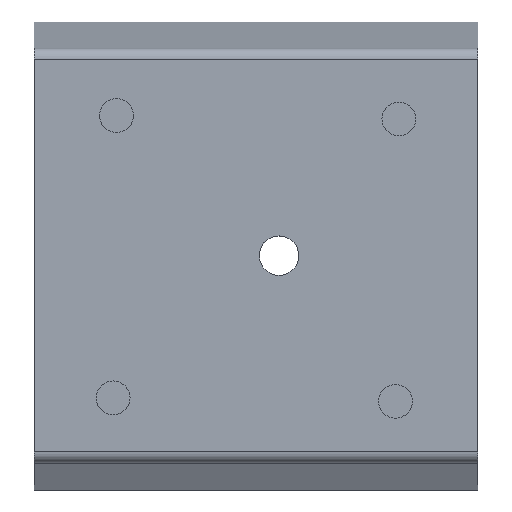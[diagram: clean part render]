
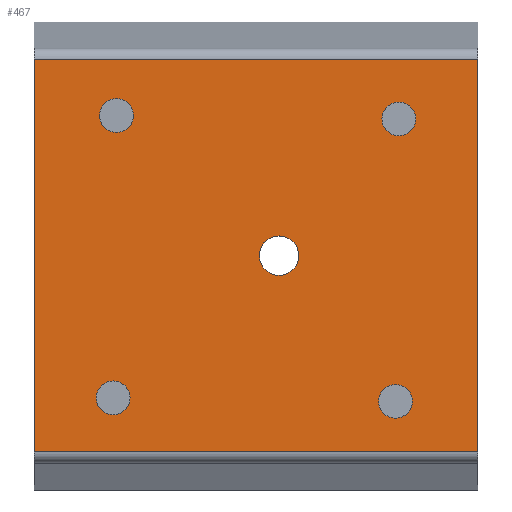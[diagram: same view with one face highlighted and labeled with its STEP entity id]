
A CAD part, top view. The second image highlights one B-rep face of the part: STEP entity #467.
In plain terms, the highlighted planar face has unit normal (0, 0, 1).
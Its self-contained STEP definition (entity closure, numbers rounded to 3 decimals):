
#17=FACE_BOUND('',#98,.T.);
#18=FACE_BOUND('',#99,.T.);
#19=FACE_BOUND('',#100,.T.);
#20=FACE_BOUND('',#101,.T.);
#21=FACE_BOUND('',#102,.T.);
#37=PLANE('',#542);
#66=FACE_OUTER_BOUND('',#97,.T.);
#97=EDGE_LOOP('',(#407,#408,#409,#410));
#98=EDGE_LOOP('',(#411));
#99=EDGE_LOOP('',(#412));
#100=EDGE_LOOP('',(#413));
#101=EDGE_LOOP('',(#414));
#102=EDGE_LOOP('',(#415));
#116=LINE('',#776,#147);
#121=LINE('',#795,#152);
#129=LINE('',#818,#160);
#134=LINE('',#831,#165);
#147=VECTOR('',#636,10.);
#152=VECTOR('',#653,10.);
#160=VECTOR('',#677,10.);
#165=VECTOR('',#696,10.);
#167=CIRCLE('',#485,1.5);
#169=CIRCLE('',#489,1.5);
#171=CIRCLE('',#493,1.5);
#173=CIRCLE('',#497,1.5);
#185=CIRCLE('',#518,1.75);
#199=VERTEX_POINT('',#703);
#201=VERTEX_POINT('',#710);
#203=VERTEX_POINT('',#717);
#205=VERTEX_POINT('',#724);
#218=VERTEX_POINT('',#765);
#219=VERTEX_POINT('',#769);
#222=VERTEX_POINT('',#774);
#230=VERTEX_POINT('',#793);
#237=VERTEX_POINT('',#816);
#241=EDGE_CURVE('',#199,#199,#167,.T.);
#244=EDGE_CURVE('',#201,#201,#169,.T.);
#247=EDGE_CURVE('',#203,#203,#171,.T.);
#250=EDGE_CURVE('',#205,#205,#173,.T.);
#268=EDGE_CURVE('',#218,#218,#185,.T.);
#273=EDGE_CURVE('',#222,#219,#116,.T.);
#283=EDGE_CURVE('',#230,#222,#121,.T.);
#294=EDGE_CURVE('',#237,#230,#129,.T.);
#301=EDGE_CURVE('',#237,#219,#134,.T.);
#407=ORIENTED_EDGE('',*,*,#273,.F.);
#408=ORIENTED_EDGE('',*,*,#283,.F.);
#409=ORIENTED_EDGE('',*,*,#294,.F.);
#410=ORIENTED_EDGE('',*,*,#301,.T.);
#411=ORIENTED_EDGE('',*,*,#241,.T.);
#412=ORIENTED_EDGE('',*,*,#244,.T.);
#413=ORIENTED_EDGE('',*,*,#247,.T.);
#414=ORIENTED_EDGE('',*,*,#250,.T.);
#415=ORIENTED_EDGE('',*,*,#268,.T.);
#467=ADVANCED_FACE('',(#66,#17,#18,#19,#20,#21),#37,.T.);
#485=AXIS2_PLACEMENT_3D('',#705,#551,#552);
#489=AXIS2_PLACEMENT_3D('',#712,#560,#561);
#493=AXIS2_PLACEMENT_3D('',#719,#569,#570);
#497=AXIS2_PLACEMENT_3D('',#726,#578,#579);
#518=AXIS2_PLACEMENT_3D('',#766,#626,#627);
#542=AXIS2_PLACEMENT_3D('',#830,#694,#695);
#551=DIRECTION('center_axis',(0.,0.,-1.));
#552=DIRECTION('ref_axis',(-1.,0.,0.));
#560=DIRECTION('center_axis',(0.,0.,-1.));
#561=DIRECTION('ref_axis',(-1.,0.,0.));
#569=DIRECTION('center_axis',(0.,0.,-1.));
#570=DIRECTION('ref_axis',(-1.,0.,0.));
#578=DIRECTION('center_axis',(0.,0.,-1.));
#579=DIRECTION('ref_axis',(-1.,0.,0.));
#626=DIRECTION('center_axis',(0.,0.,-1.));
#627=DIRECTION('ref_axis',(-1.,0.,0.));
#636=DIRECTION('',(-1.,0.,0.));
#653=DIRECTION('',(0.,-1.,0.));
#677=DIRECTION('',(1.,0.,0.));
#694=DIRECTION('center_axis',(0.,0.,1.));
#695=DIRECTION('ref_axis',(0.,1.,0.));
#696=DIRECTION('',(0.,-1.,0.));
#703=CARTESIAN_POINT('',(26.836,-27.933,-58.304));
#705=CARTESIAN_POINT('Origin',(25.336,-27.933,-58.304));
#710=CARTESIAN_POINT('',(1.765,-27.632,-58.304));
#712=CARTESIAN_POINT('Origin',(0.265,-27.632,-58.304));
#717=CARTESIAN_POINT('',(27.137,-2.862,-58.304));
#719=CARTESIAN_POINT('Origin',(25.637,-2.862,-58.304));
#724=CARTESIAN_POINT('',(2.066,-2.561,-58.304));
#726=CARTESIAN_POINT('Origin',(0.566,-2.561,-58.304));
#765=CARTESIAN_POINT('',(16.75,-15.,-58.304));
#766=CARTESIAN_POINT('Origin',(15.,-15.,-58.304));
#769=CARTESIAN_POINT('',(-6.729,-32.427,-58.304));
#774=CARTESIAN_POINT('',(32.631,-32.427,-58.304));
#776=CARTESIAN_POINT('',(32.631,-32.427,-58.304));
#793=CARTESIAN_POINT('',(32.631,2.423,-58.304));
#795=CARTESIAN_POINT('',(32.631,3.997,-58.304));
#816=CARTESIAN_POINT('',(-6.729,2.423,-58.304));
#818=CARTESIAN_POINT('',(32.631,2.423,-58.304));
#830=CARTESIAN_POINT('Origin',(32.631,-34.,-58.304));
#831=CARTESIAN_POINT('',(-6.729,-24.501,-58.304));
